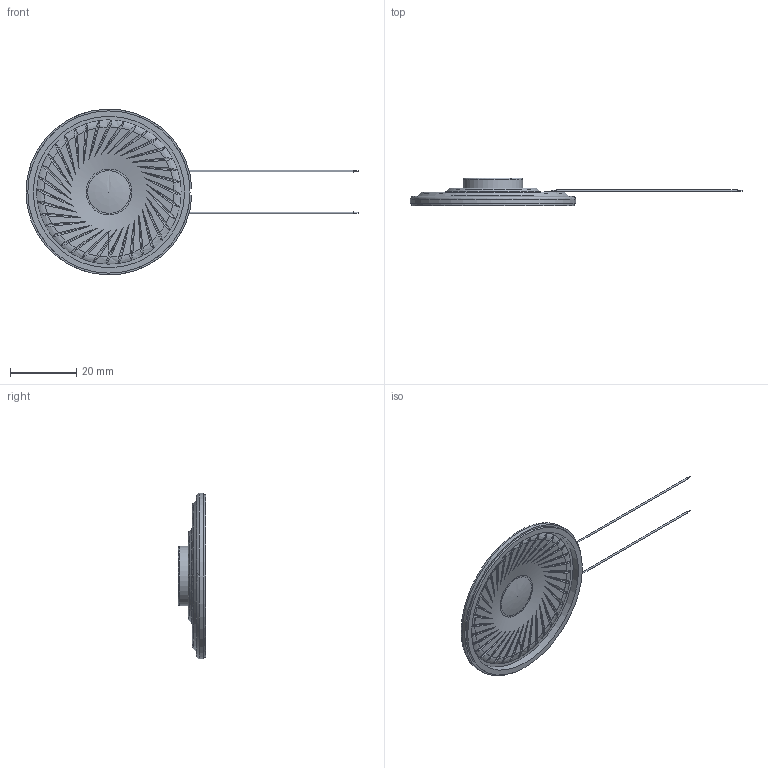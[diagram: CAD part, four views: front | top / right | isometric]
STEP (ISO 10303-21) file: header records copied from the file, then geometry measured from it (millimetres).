
FILE_DESCRIPTION (( 'STEP AP214' ), '1' );
FILE_NAME ('SPKM.50.8.A.STEP', '2022-03-30T11:03:27', ( '' ), ( '' ), 'SwSTEP 2.0', 'SolidWorks 2018', '' );
FILE_SCHEMA (( 'AUTOMOTIVE_DESIGN' ));
Length unit declared in the file: millimetre
Products named in the file (1): SPKM.50.8.A
Bounding box: 99.88 x 8.3 x 49.89 mm (x, y, z)
Surface area: 7700 mm2 (no closed solid volume)
Topology: 0 solids, 10 shells, 187 faces, 839 edges, 403 vertices
Faces by surface type: bspline 142, cylinder 23, plane 20, cone 2
Full cylindrical faces by diameter (mm): 0.2 x4, 0.5 x2, 5 x9, 18 x1, 45.5 x1, 48.8 x1
Entity records: 24164 total; most frequent: CARTESIAN_POINT 18416, ORIENTED_EDGE 1004, EDGE_CURVE 545, B_SPLINE_CURVE_WITH_KNOTS 451, VERTEX_POINT 390, DIRECTION 238, EDGE_LOOP 232, FACE_OUTER_BOUND 213
